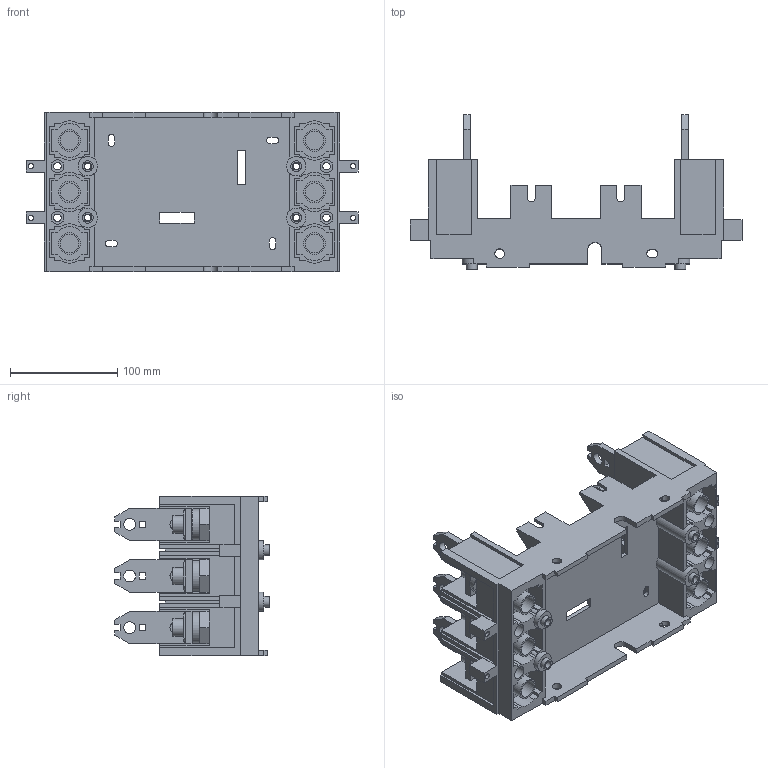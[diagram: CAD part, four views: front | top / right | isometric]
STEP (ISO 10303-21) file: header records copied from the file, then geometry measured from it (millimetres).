
FILE_DESCRIPTION (( 'STEP AP214' ), '1' );
FILE_NAME ('Ïàíåëü âòû÷íàÿ AV POWER-33 ïåðåäíåãî ïðèñîåä. PID-33F 400À (mccb-3-pin33F-400A).STEP', '2023-07-03T09:39:50', ( '' ), ( '' ), 'SwSTEP 2.0', 'SolidWorks 2021', '' );
FILE_SCHEMA (( 'AUTOMOTIVE_DESIGN' ));
Length unit declared in the file: millimetre
Products named in the file (1): Ïàíåëü âòû÷íàÿ AV POWER-33 ïåðåäíåãî ïðèñîåä. PID-33F 400À (mccb-3-pin33F-400A)
Bounding box: 309 x 144 x 148 mm (x, y, z)
Volume: 938410 mm3; surface area: 393556.3 mm2
Topology: 19 solids, 19 shells, 862 faces, 2286 edges, 1518 vertices
Faces by surface type: plane 700, cylinder 162
Full cylindrical faces by diameter (mm): 5 x4, 6 x4, 7 x8, 9 x2, 10 x28, 11 x6, 12 x4, 16 x6, 17 x6, 18 x4, 20 x6, 29 x6
Entity records: 28460 total; most frequent: CARTESIAN_POINT 4539, ORIENTED_EDGE 4360, DIRECTION 4254, EDGE_CURVE 2180, VECTOR 1832, LINE 1832, VERTEX_POINT 1496, AXIS2_PLACEMENT_3D 1211
